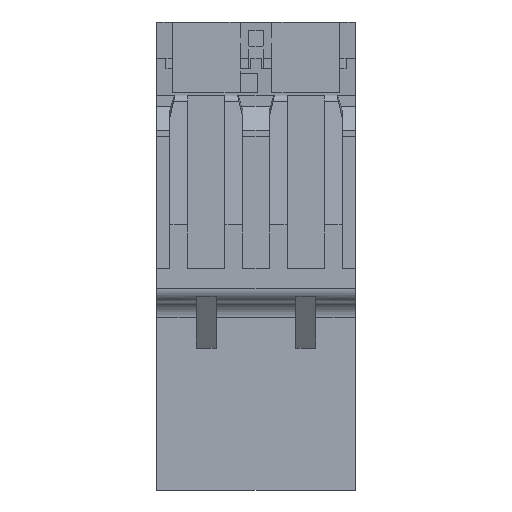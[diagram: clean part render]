
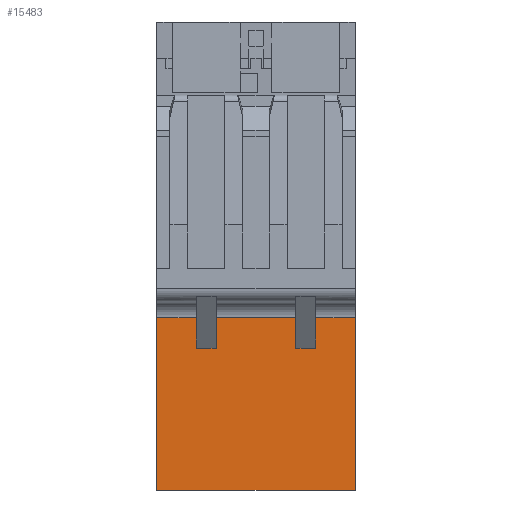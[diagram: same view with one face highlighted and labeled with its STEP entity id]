
A CAD part, front view. The second image highlights one B-rep face of the part: STEP entity #15483.
In plain terms, the highlighted planar face has unit normal (0, -1, 0).
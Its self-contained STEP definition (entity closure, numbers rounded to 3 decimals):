
#319=DIRECTION('',(0.,0.,1.));
#320=VECTOR('',#319,13.);
#321=CARTESIAN_POINT('',(7.5,-3.,-14.2));
#322=LINE('',#321,#320);
#685=DIRECTION('',(0.,0.,-1.));
#686=VECTOR('',#685,13.);
#687=CARTESIAN_POINT('',(-7.5,-3.,-1.2));
#688=LINE('',#687,#686);
#2289=DIRECTION('',(1.,0.,0.));
#2290=VECTOR('',#2289,15.);
#2291=CARTESIAN_POINT('',(-7.5,-3.,-14.2));
#2292=LINE('',#2291,#2290);
#4314=DIRECTION('',(0.,0.,-1.));
#4315=VECTOR('',#4314,2.3);
#4316=CARTESIAN_POINT('',(-4.5,-3.,-1.2));
#4317=LINE('',#4316,#4315);
#4318=DIRECTION('',(1.,0.,0.));
#4319=VECTOR('',#4318,1.5);
#4320=CARTESIAN_POINT('',(-4.5,-3.,-3.5));
#4321=LINE('',#4320,#4319);
#4322=DIRECTION('',(0.,0.,1.));
#4323=VECTOR('',#4322,2.3);
#4324=CARTESIAN_POINT('',(-3.,-3.,-3.5));
#4325=LINE('',#4324,#4323);
#4326=DIRECTION('',(0.,0.,-1.));
#4327=VECTOR('',#4326,2.3);
#4328=CARTESIAN_POINT('',(3.,-3.,-1.2));
#4329=LINE('',#4328,#4327);
#4330=DIRECTION('',(1.,0.,0.));
#4331=VECTOR('',#4330,1.5);
#4332=CARTESIAN_POINT('',(3.,-3.,-3.5));
#4333=LINE('',#4332,#4331);
#4334=DIRECTION('',(0.,0.,1.));
#4335=VECTOR('',#4334,2.3);
#4336=CARTESIAN_POINT('',(4.5,-3.,-3.5));
#4337=LINE('',#4336,#4335);
#4356=DIRECTION('',(-1.,0.,0.));
#4357=VECTOR('',#4356,3.);
#4358=CARTESIAN_POINT('',(-4.5,-3.,-1.2));
#4359=LINE('',#4358,#4357);
#4410=DIRECTION('',(-1.,0.,0.));
#4411=VECTOR('',#4410,3.);
#4412=CARTESIAN_POINT('',(7.5,-3.,-1.2));
#4413=LINE('',#4412,#4411);
#4454=DIRECTION('',(-1.,0.,0.));
#4455=VECTOR('',#4454,6.);
#4456=CARTESIAN_POINT('',(3.,-3.,-1.2));
#4457=LINE('',#4456,#4455);
#6429=CARTESIAN_POINT('',(-7.5,-3.,-14.2));
#6430=VERTEX_POINT('',#6429);
#6431=CARTESIAN_POINT('',(7.5,-3.,-14.2));
#6432=VERTEX_POINT('',#6431);
#6511=CARTESIAN_POINT('',(-7.5,-3.,-1.2));
#6512=VERTEX_POINT('',#6511);
#6583=CARTESIAN_POINT('',(7.5,-3.,-1.2));
#6584=VERTEX_POINT('',#6583);
#6955=CARTESIAN_POINT('',(-4.5,-3.,-3.5));
#6956=VERTEX_POINT('',#6955);
#6957=CARTESIAN_POINT('',(-4.5,-3.,-1.2));
#6958=VERTEX_POINT('',#6957);
#6959=CARTESIAN_POINT('',(-3.,-3.,-3.5));
#6960=VERTEX_POINT('',#6959);
#6961=CARTESIAN_POINT('',(-3.,-3.,-1.2));
#6962=VERTEX_POINT('',#6961);
#6963=CARTESIAN_POINT('',(3.,-3.,-1.2));
#6964=VERTEX_POINT('',#6963);
#6965=CARTESIAN_POINT('',(3.,-3.,-3.5));
#6966=VERTEX_POINT('',#6965);
#6967=CARTESIAN_POINT('',(4.5,-3.,-3.5));
#6968=VERTEX_POINT('',#6967);
#6969=CARTESIAN_POINT('',(4.5,-3.,-1.2));
#6970=VERTEX_POINT('',#6969);
#15455=CARTESIAN_POINT('',(0.,-3.,-7.7));
#15456=DIRECTION('',(0.,1.,0.));
#15457=DIRECTION('',(0.,0.,-1.));
#15458=AXIS2_PLACEMENT_3D('',#15455,#15456,#15457);
#15459=PLANE('',#15458);
#15461=ORIENTED_EDGE('',*,*,#15460,.T.);
#15463=ORIENTED_EDGE('',*,*,#15462,.T.);
#15465=ORIENTED_EDGE('',*,*,#15464,.T.);
#15467=ORIENTED_EDGE('',*,*,#15466,.F.);
#15469=ORIENTED_EDGE('',*,*,#15468,.T.);
#15471=ORIENTED_EDGE('',*,*,#15470,.T.);
#15473=ORIENTED_EDGE('',*,*,#15472,.T.);
#15475=ORIENTED_EDGE('',*,*,#15474,.F.);
#15476=ORIENTED_EDGE('',*,*,#8614,.F.);
#15477=ORIENTED_EDGE('',*,*,#11475,.F.);
#15478=ORIENTED_EDGE('',*,*,#8865,.F.);
#15480=ORIENTED_EDGE('',*,*,#15479,.F.);
#15481=EDGE_LOOP('',(#15461,#15463,#15465,#15467,#15469,#15471,#15473,#15475,
#15476,#15477,#15478,#15480));
#15482=FACE_OUTER_BOUND('',#15481,.F.);
#8614=EDGE_CURVE('',#6432,#6584,#322,.T.);
#8865=EDGE_CURVE('',#6512,#6430,#688,.T.);
#11475=EDGE_CURVE('',#6430,#6432,#2292,.T.);
#15460=EDGE_CURVE('',#6958,#6956,#4317,.T.);
#15462=EDGE_CURVE('',#6956,#6960,#4321,.T.);
#15464=EDGE_CURVE('',#6960,#6962,#4325,.T.);
#15466=EDGE_CURVE('',#6964,#6962,#4457,.T.);
#15468=EDGE_CURVE('',#6964,#6966,#4329,.T.);
#15470=EDGE_CURVE('',#6966,#6968,#4333,.T.);
#15472=EDGE_CURVE('',#6968,#6970,#4337,.T.);
#15474=EDGE_CURVE('',#6584,#6970,#4413,.T.);
#15479=EDGE_CURVE('',#6958,#6512,#4359,.T.);
#15483=ADVANCED_FACE('',(#15482),#15459,.F.);
